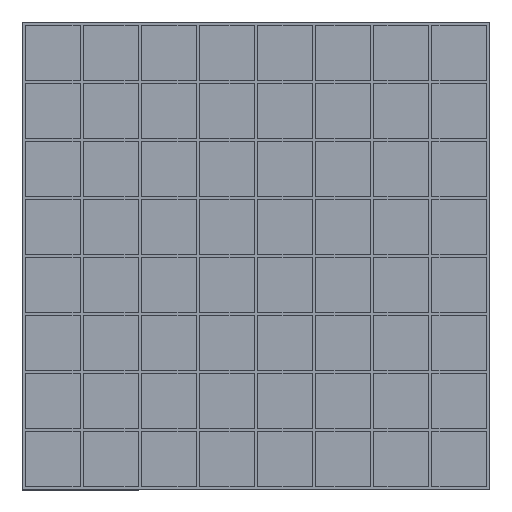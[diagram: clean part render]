
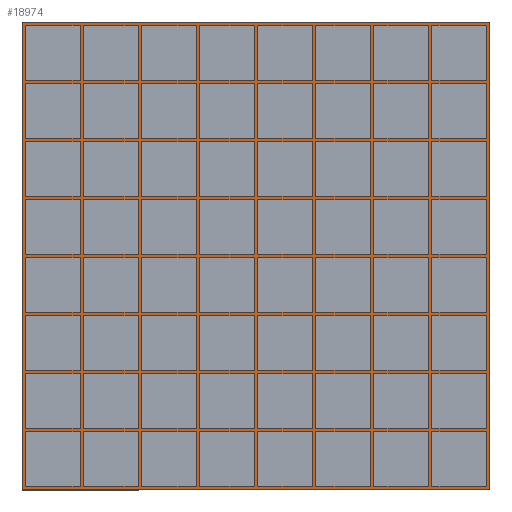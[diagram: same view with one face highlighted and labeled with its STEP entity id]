
A CAD part, top view. The second image highlights one B-rep face of the part: STEP entity #18974.
In plain terms, the highlighted planar face has unit normal (0, 0, 1).
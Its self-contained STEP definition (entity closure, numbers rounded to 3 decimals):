
#18844=CARTESIAN_POINT('',(-12.9,12.9,1.15));
#18845=VERTEX_POINT('',#18844);
#18846=CARTESIAN_POINT('',(12.9,12.9,1.15));
#18847=VERTEX_POINT('',#18846);
#18848=CARTESIAN_POINT('',(-12.9,12.9,1.15));
#18849=DIRECTION('',(1.0,0.0,0.0));
#18850=VECTOR('',#18849,25.8);
#18851=LINE('',#18848,#18850);
#18852=EDGE_CURVE('',#18845,#18847,#18851,.T.);
#18884=CARTESIAN_POINT('',(12.9,-12.9,1.15));
#18885=VERTEX_POINT('',#18884);
#18886=CARTESIAN_POINT('',(12.9,12.9,1.15));
#18887=DIRECTION('',(0.0,-1.0,0.0));
#18888=VECTOR('',#18887,25.8);
#18889=LINE('',#18886,#18888);
#18890=EDGE_CURVE('',#18847,#18885,#18889,.T.);
#18915=CARTESIAN_POINT('',(-12.9,-12.9,1.15));
#18916=VERTEX_POINT('',#18915);
#18917=CARTESIAN_POINT('',(12.9,-12.9,1.15));
#18918=DIRECTION('',(-1.0,0.0,0.0));
#18919=VECTOR('',#18918,25.8);
#18920=LINE('',#18917,#18919);
#18921=EDGE_CURVE('',#18885,#18916,#18920,.T.);
#18946=CARTESIAN_POINT('',(-12.9,-12.9,1.15));
#18947=DIRECTION('',(0.0,1.0,0.0));
#18948=VECTOR('',#18947,25.8);
#18949=LINE('',#18946,#18948);
#18950=EDGE_CURVE('',#18916,#18845,#18949,.T.);
#18963=CARTESIAN_POINT('',(-6.35,6.35,1.15));
#18964=DIRECTION('',(0.0,0.0,1.0));
#18965=DIRECTION('',(0.0,1.0,0.0));
#18966=AXIS2_PLACEMENT_3D('',#18963,#18964,#18965);
#18967=PLANE('',#18966);
#18968=ORIENTED_EDGE('',*,*,#18852,.F.);
#18969=ORIENTED_EDGE('',*,*,#18950,.F.);
#18970=ORIENTED_EDGE('',*,*,#18921,.F.);
#18971=ORIENTED_EDGE('',*,*,#18890,.F.);
#18972=EDGE_LOOP('',(#18968,#18969,#18970,#18971));
#18973=FACE_OUTER_BOUND('',#18972,.T.);
#18974=ADVANCED_FACE('',(#18973),#18967,.T.);
